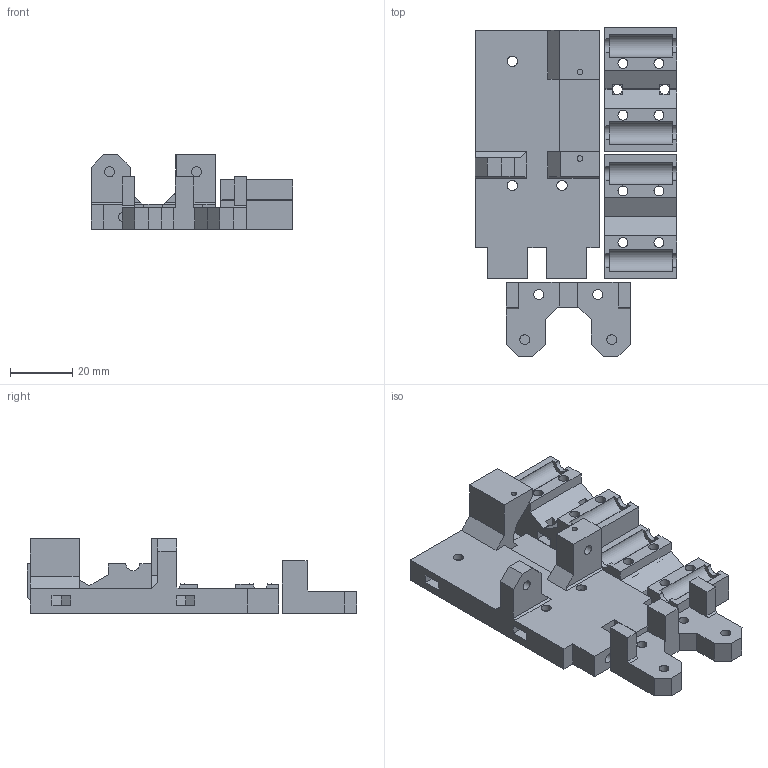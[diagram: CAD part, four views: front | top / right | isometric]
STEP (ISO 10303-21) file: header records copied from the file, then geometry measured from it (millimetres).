
FILE_DESCRIPTION(/* description */ (''),/* implementation_level */ '2;1');
FILE_NAME(/* name */ 'PenLiftPrintPlate.step',/* time_stamp */ '2019-09-30T18:38:24-04:00',/* author */ (''),/* organization */ (''),/* preprocessor_version */ 'ST-DEVELOPER v18',/* originating_system */ 'Autodesk Translation Framework v8.6.0.1094',/* authorisation */ '');
FILE_SCHEMA (('AUTOMOTIVE_DESIGN { 1 0 10303 214 3 1 1 }'));
Length unit declared in the file: millimetre
Products named in the file (1): PenLiftPrintPlate
Bounding box: 65 x 106.05 x 24 mm (x, y, z)
Volume: 48289.3 mm3; surface area: 24346.5 mm2
Topology: 4 solids, 4 shells, 463 faces, 1256 edges, 809 vertices
Faces by surface type: plane 415, cylinder 48
Full cylindrical faces by diameter (mm): 1.8 x2, 3.2 x20, 3.3 x8, 6 x6
Entity records: 14458 total; most frequent: CARTESIAN_POINT 2529, ORIENTED_EDGE 2512, DIRECTION 2363, EDGE_CURVE 1256, LINE 1077, VECTOR 1077, VERTEX_POINT 809, AXIS2_PLACEMENT_3D 643
